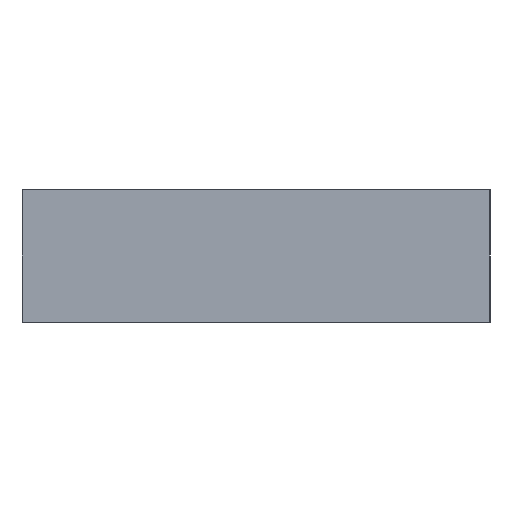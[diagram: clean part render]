
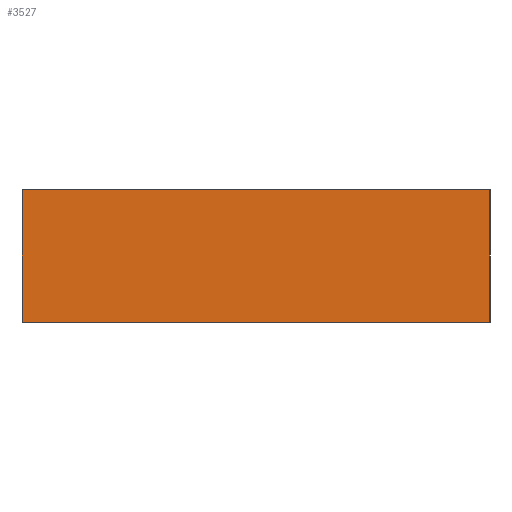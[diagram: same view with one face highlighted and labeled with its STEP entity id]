
A CAD part, left-side view. The second image highlights one B-rep face of the part: STEP entity #3527.
In plain terms, the highlighted planar face has unit normal (-1, 0, 0).
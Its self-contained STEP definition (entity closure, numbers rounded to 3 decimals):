
#204=FACE_OUTER_BOUND('',#400,.T.);
#400=EDGE_LOOP('',(#3034,#3035,#3036,#3037));
#492=LINE('',#4674,#960);
#500=LINE('',#4691,#968);
#725=LINE('',#5120,#1193);
#800=LINE('',#5268,#1268);
#960=VECTOR('',#3807,1.);
#968=VECTOR('',#3817,1.);
#1193=VECTOR('',#4158,1.);
#1268=VECTOR('',#4235,1.);
#1426=VERTEX_POINT('',#4671);
#1427=VERTEX_POINT('',#4673);
#1434=VERTEX_POINT('',#4688);
#1435=VERTEX_POINT('',#4690);
#1740=EDGE_CURVE('',#1427,#1426,#492,.T.);
#1748=EDGE_CURVE('',#1434,#1435,#500,.T.);
#1973=EDGE_CURVE('',#1427,#1434,#725,.T.);
#2048=EDGE_CURVE('',#1426,#1435,#800,.T.);
#3034=ORIENTED_EDGE('',*,*,#2048,.T.);
#3035=ORIENTED_EDGE('',*,*,#1748,.F.);
#3036=ORIENTED_EDGE('',*,*,#1973,.F.);
#3037=ORIENTED_EDGE('',*,*,#1740,.T.);
#3210=PLANE('',#3705);
#3527=ADVANCED_FACE('',(#204),#3210,.F.);
#3705=AXIS2_PLACEMENT_3D('',#5426,#4481,#4482);
#3807=DIRECTION('',(0.,-1.,0.));
#3817=DIRECTION('',(0.,-1.,0.));
#4158=DIRECTION('',(0.,0.,1.));
#4235=DIRECTION('',(0.,0.,1.));
#4481=DIRECTION('center_axis',(1.,0.,0.));
#4482=DIRECTION('ref_axis',(0.,0.,-1.));
#4671=CARTESIAN_POINT('',(-24.384,0.,-1.207));
#4673=CARTESIAN_POINT('',(-24.384,8.509,-1.207));
#4674=CARTESIAN_POINT('',(-24.384,8.509,-1.207));
#4688=CARTESIAN_POINT('',(-24.384,8.509,1.207));
#4690=CARTESIAN_POINT('',(-24.384,0.,1.207));
#4691=CARTESIAN_POINT('',(-24.384,8.509,1.207));
#5120=CARTESIAN_POINT('',(-24.384,8.509,-1.207));
#5268=CARTESIAN_POINT('',(-24.384,0.,-1.207));
#5426=CARTESIAN_POINT('Origin',(-24.384,8.509,-1.207));
